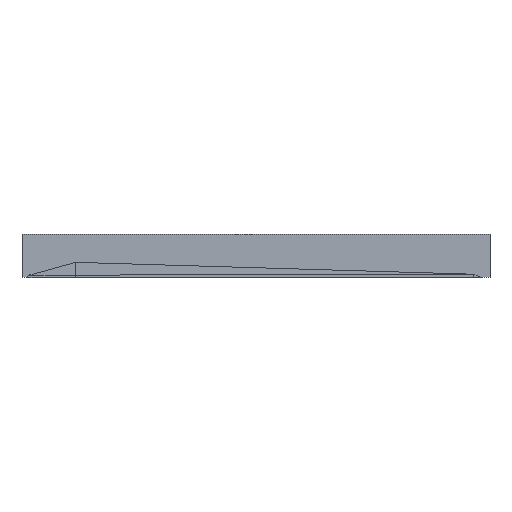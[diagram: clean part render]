
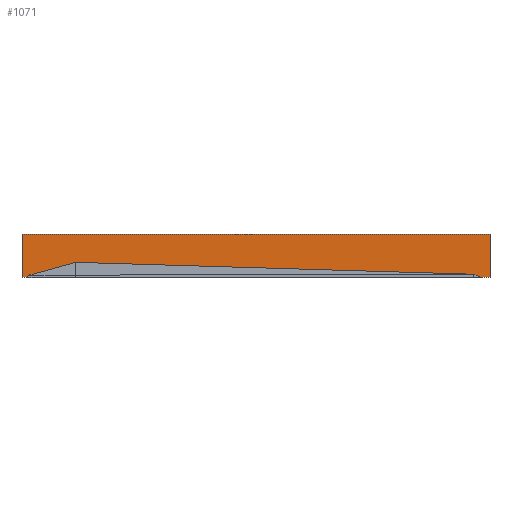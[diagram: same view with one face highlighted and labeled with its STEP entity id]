
A CAD part, top view. The second image highlights one B-rep face of the part: STEP entity #1071.
In plain terms, the highlighted planar face has unit normal (0, 0, 1).
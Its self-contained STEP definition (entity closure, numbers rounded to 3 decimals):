
#13=PLANE('',#1603);
#1071=ADVANCED_FACE('',(#1087),#13,.T.);
#1087=FACE_OUTER_BOUND('',#1103,.T.);
#1103=EDGE_LOOP('',(#1128,#1129,#1130,#1131));
#1128=ORIENTED_EDGE('',*,*,#1189,.T.);
#1129=ORIENTED_EDGE('',*,*,#1190,.T.);
#1130=ORIENTED_EDGE('',*,*,#1191,.T.);
#1131=ORIENTED_EDGE('',*,*,#1192,.T.);
#1189=EDGE_CURVE('',#1519,#1520,#1301,.T.);
#1190=EDGE_CURVE('',#1520,#1521,#1302,.T.);
#1191=EDGE_CURVE('',#1521,#1522,#1303,.T.);
#1192=EDGE_CURVE('',#1522,#1519,#1304,.T.);
#1301=B_SPLINE_CURVE_WITH_KNOTS('',1,(#9972,#9973),.UNSPECIFIED.,.F.,.F.,
(2,2),(0.,2300.),.UNSPECIFIED.);
#1302=B_SPLINE_CURVE_WITH_KNOTS('',1,(#9974,#9975),.UNSPECIFIED.,.F.,.F.,
(2,2),(0.,100.),.UNSPECIFIED.);
#1303=B_SPLINE_CURVE_WITH_KNOTS('',1,(#9976,#9977),.UNSPECIFIED.,.F.,.F.,
(2,2),(-2300.,0.),.UNSPECIFIED.);
#1304=B_SPLINE_CURVE_WITH_KNOTS('',1,(#9978,#9979),.UNSPECIFIED.,.F.,.F.,
(2,2),(-100.,0.),.UNSPECIFIED.);
#1519=VERTEX_POINT('',#9968);
#1520=VERTEX_POINT('',#9969);
#1521=VERTEX_POINT('',#9970);
#1522=VERTEX_POINT('',#9971);
#1603=AXIS2_PLACEMENT_3D('',#9967,#1609,$);
#1609=DIRECTION('',(0.,0.,1.));
#9967=CARTESIAN_POINT('',(-2499.966,0.,114.8));
#9968=CARTESIAN_POINT('',(-2499.966,0.,114.8));
#9969=CARTESIAN_POINT('',(28.825,0.,114.8));
#9970=CARTESIAN_POINT('',(28.825,232.544,114.8));
#9971=CARTESIAN_POINT('',(-2499.966,232.544,114.8));
#9972=CARTESIAN_POINT('',(-2499.966,0.,114.8));
#9973=CARTESIAN_POINT('',(28.825,0.,114.8));
#9974=CARTESIAN_POINT('',(28.825,0.,114.8));
#9975=CARTESIAN_POINT('',(28.825,232.544,114.8));
#9976=CARTESIAN_POINT('',(28.825,232.544,114.8));
#9977=CARTESIAN_POINT('',(-2499.966,232.544,114.8));
#9978=CARTESIAN_POINT('',(-2499.966,232.544,114.8));
#9979=CARTESIAN_POINT('',(-2499.966,0.,114.8));
